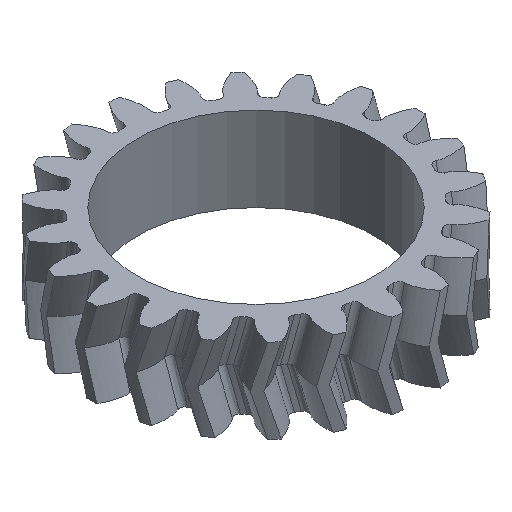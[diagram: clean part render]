
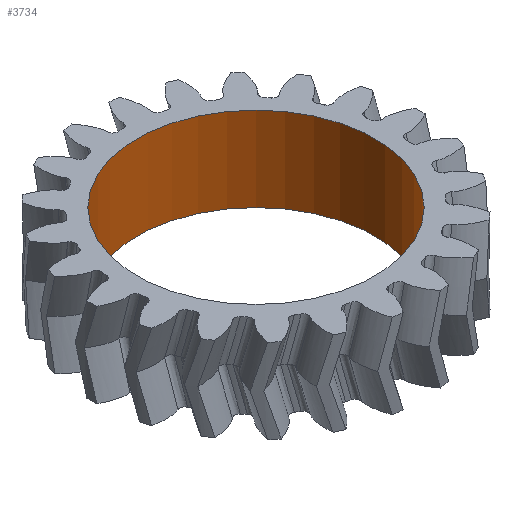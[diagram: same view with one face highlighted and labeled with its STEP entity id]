
A CAD part, isometric view. The second image highlights one B-rep face of the part: STEP entity #3734.
In plain terms, the highlighted cylindrical face has radius 7.05 mm (diameter 14.1 mm), a full revolution.
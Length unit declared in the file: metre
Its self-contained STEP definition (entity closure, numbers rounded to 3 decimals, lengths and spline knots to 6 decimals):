
#978=ORIENTED_EDGE('',*,*,#1992,.F.);
#979=ORIENTED_EDGE('',*,*,#2104,.T.);
#1992=EDGE_CURVE('',#2632,#2632,#2946,.T.);
#2104=EDGE_CURVE('',#2723,#2723,#3014,.T.);
#2632=VERTEX_POINT('',#5522);
#2723=VERTEX_POINT('',#7134);
#2946=CIRCLE('',#4033,0.00705);
#3014=CIRCLE('',#4102,0.00705);
#3173=EDGE_LOOP('',(#978));
#3174=EDGE_LOOP('',(#979));
#3421=FACE_BOUND('',#3173,.T.);
#3422=FACE_BOUND('',#3174,.T.);
#3665=CYLINDRICAL_SURFACE('',#4170,0.00705);
#3734=ADVANCED_FACE('',(#3421,#3422),#3665,.F.);
#4033=AXIS2_PLACEMENT_3D('',#5521,#4412,#4413);
#4102=AXIS2_PLACEMENT_3D('',#7133,#4550,#4551);
#4170=AXIS2_PLACEMENT_3D('',#8744,#4686,#4687);
#4412=DIRECTION('',(0.,0.,-1.));
#4413=DIRECTION('',(-0.906,-0.423,0.));
#4550=DIRECTION('',(0.,0.,-1.));
#4551=DIRECTION('',(-0.906,-0.423,0.));
#4686=DIRECTION('',(0.,0.,-1.));
#4687=DIRECTION('',(-0.906,-0.423,0.));
#5521=CARTESIAN_POINT('',(-0.005401,-0.01635,-0.0035));
#5522=CARTESIAN_POINT('',(-0.011791,-0.019329,-0.0035));
#7133=CARTESIAN_POINT('',(-0.005401,-0.01635,-0.0085));
#7134=CARTESIAN_POINT('',(-0.011791,-0.019329,-0.0085));
#8744=CARTESIAN_POINT('',(-0.005401,-0.01635,-0.0035));
